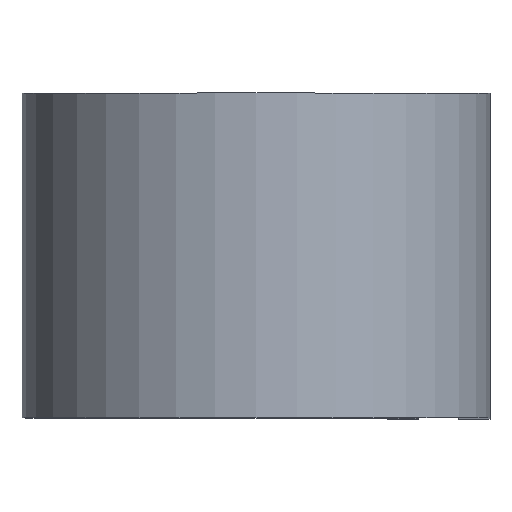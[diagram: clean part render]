
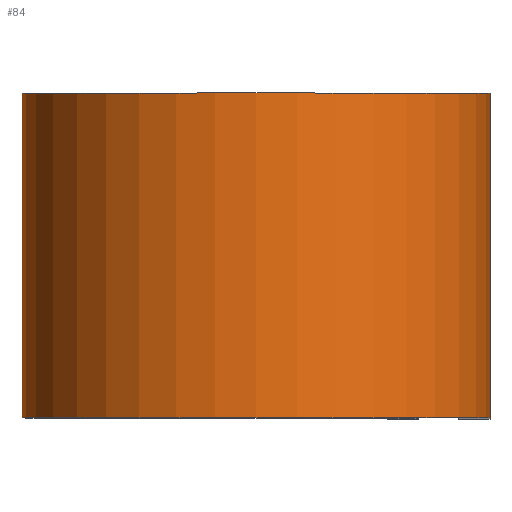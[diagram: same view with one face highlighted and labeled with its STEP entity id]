
A CAD part, top view. The second image highlights one B-rep face of the part: STEP entity #84.
In plain terms, the highlighted cylindrical face has radius 9.157 mm (diameter 18.313 mm), a partial arc.
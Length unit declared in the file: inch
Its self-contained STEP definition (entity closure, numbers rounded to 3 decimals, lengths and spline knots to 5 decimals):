
#6 = DIRECTION ( 'NONE',  ( 0., 1., 0. ) ) ;
#8 = DIRECTION ( 'NONE',  ( 1., 0., 0. ) ) ;
#20 = AXIS2_PLACEMENT_3D ( 'NONE', #48, #44, #42 ) ;
#42 = DIRECTION ( 'NONE',  ( 1., 0., 0. ) ) ;
#44 = DIRECTION ( 'NONE',  ( 0., 1., 0. ) ) ;
#46 = EDGE_LOOP ( 'NONE', ( #324, #676, #573, #726 ) ) ;
#48 = CARTESIAN_POINT ( 'NONE',  ( 0., -0.25, 0. ) ) ;
#49 = CARTESIAN_POINT ( 'NONE',  ( 0.3605, 0.25, 0. ) ) ;
#84 = ADVANCED_FACE ( 'NONE', ( #582 ), #476, .T. ) ;
#118 = CARTESIAN_POINT ( 'NONE',  ( 0.3605, -0.25, 0. ) ) ;
#119 = CARTESIAN_POINT ( 'NONE',  ( 0.3605, 0.25, 0. ) ) ;
#155 = AXIS2_PLACEMENT_3D ( 'NONE', #659, #6, #8 ) ;
#183 = CARTESIAN_POINT ( 'NONE',  ( 0., 0.25, -0.3605 ) ) ;
#241 = DIRECTION ( 'NONE',  ( 0., -1., 0. ) ) ;
#290 = EDGE_CURVE ( 'NONE', #310, #623, #651, .T. ) ;
#310 = VERTEX_POINT ( 'NONE', #334 ) ;
#324 = ORIENTED_EDGE ( 'NONE', *, *, #290, .T. ) ;
#332 = EDGE_CURVE ( 'NONE', #371, #310, #611, .T. ) ;
#334 = CARTESIAN_POINT ( 'NONE',  ( 0., -0.25, -0.3605 ) ) ;
#338 = EDGE_CURVE ( 'NONE', #677, #623, #629, .T. ) ;
#354 = AXIS2_PLACEMENT_3D ( 'NONE', #626, #684, #545 ) ;
#371 = VERTEX_POINT ( 'NONE', #407 ) ;
#375 = EDGE_CURVE ( 'NONE', #371, #677, #548, .T. ) ;
#407 = CARTESIAN_POINT ( 'NONE',  ( 0., 0.25, -0.3605 ) ) ;
#463 = DIRECTION ( 'NONE',  ( 0., -1., 0. ) ) ;
#476 = CYLINDRICAL_SURFACE ( 'NONE', #354, 0.3605 ) ;
#477 = VECTOR ( 'NONE', #241, 39.37008 ) ;
#545 = DIRECTION ( 'NONE',  ( 0., 0., -1. ) ) ;
#548 = CIRCLE ( 'NONE', #155, 0.3605 ) ;
#573 = ORIENTED_EDGE ( 'NONE', *, *, #375, .F. ) ;
#582 = FACE_OUTER_BOUND ( 'NONE', #46, .T. ) ;
#609 = VECTOR ( 'NONE', #463, 39.37008 ) ;
#611 = LINE ( 'NONE', #183, #609 ) ;
#623 = VERTEX_POINT ( 'NONE', #118 ) ;
#626 = CARTESIAN_POINT ( 'NONE',  ( 0., 0.25, 0. ) ) ;
#629 = LINE ( 'NONE', #119, #477 ) ;
#651 = CIRCLE ( 'NONE', #20, 0.3605 ) ;
#659 = CARTESIAN_POINT ( 'NONE',  ( 0., 0.25, 0. ) ) ;
#676 = ORIENTED_EDGE ( 'NONE', *, *, #338, .F. ) ;
#677 = VERTEX_POINT ( 'NONE', #49 ) ;
#684 = DIRECTION ( 'NONE',  ( 0., -1., 0. ) ) ;
#726 = ORIENTED_EDGE ( 'NONE', *, *, #332, .T. ) ;
